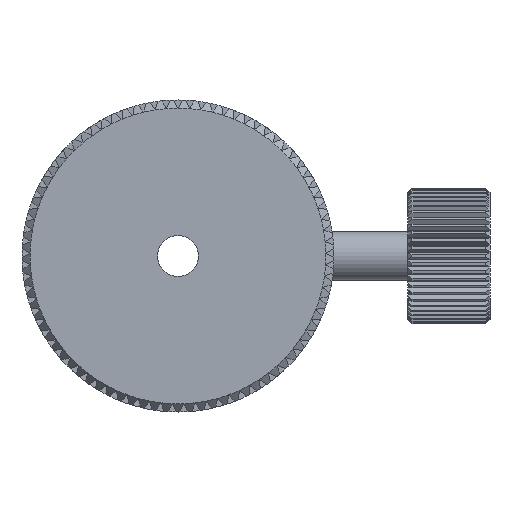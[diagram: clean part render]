
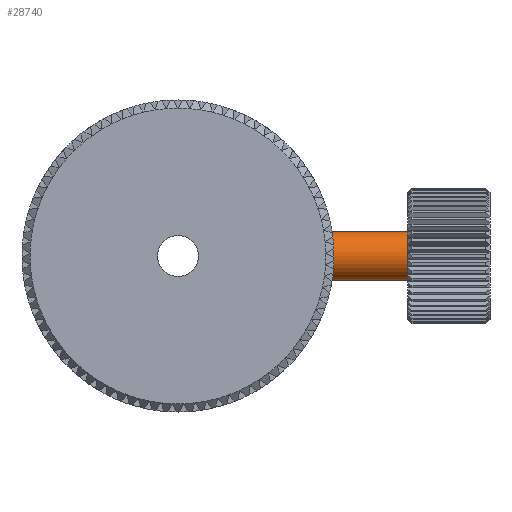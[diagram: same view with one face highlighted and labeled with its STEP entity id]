
A CAD part, front view. The second image highlights one B-rep face of the part: STEP entity #28740.
In plain terms, the highlighted cylindrical face has radius 3 mm (diameter 6 mm), a partial arc.
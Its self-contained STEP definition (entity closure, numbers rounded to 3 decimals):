
#205 = CARTESIAN_POINT ( 'NONE',  ( 15., 6., -3. ) ) ;
#988 = ORIENTED_EDGE ( 'NONE', *, *, #13915, .T. ) ;
#1576 = CYLINDRICAL_SURFACE ( 'NONE', #24824, 3. ) ;
#2065 = LINE ( 'NONE', #12365, #19023 ) ;
#3253 = ORIENTED_EDGE ( 'NONE', *, *, #5864, .T. ) ;
#3535 = CIRCLE ( 'NONE', #18459, 3. ) ;
#5301 = CARTESIAN_POINT ( 'NONE',  ( 12., 6., 0. ) ) ;
#5864 = EDGE_CURVE ( 'NONE', #34814, #27010, #2065, .T. ) ;
#10874 = CARTESIAN_POINT ( 'NONE',  ( 28., 6., 0. ) ) ;
#12365 = CARTESIAN_POINT ( 'NONE',  ( 12., 6., -3. ) ) ;
#13424 = VECTOR ( 'NONE', #18452, 1000. ) ;
#13915 = EDGE_CURVE ( 'NONE', #27010, #19552, #24102, .T. ) ;
#14611 = CARTESIAN_POINT ( 'NONE',  ( 15., 6., 3. ) ) ;
#15049 = CARTESIAN_POINT ( 'NONE',  ( 15., 6., 0. ) ) ;
#15143 = AXIS2_PLACEMENT_3D ( 'NONE', #10874, #35393, #19272 ) ;
#15791 = EDGE_CURVE ( 'NONE', #20531, #19552, #32939, .T. ) ;
#16582 = DIRECTION ( 'NONE',  ( 1., 0., 0. ) ) ;
#17850 = DIRECTION ( 'NONE',  ( 1., 0., 0. ) ) ;
#18452 = DIRECTION ( 'NONE',  ( 1., 0., 0. ) ) ;
#18459 = AXIS2_PLACEMENT_3D ( 'NONE', #15049, #17850, #28951 ) ;
#19023 = VECTOR ( 'NONE', #20514, 1000. ) ;
#19272 = DIRECTION ( 'NONE',  ( 0., 0., 1. ) ) ;
#19318 = ORIENTED_EDGE ( 'NONE', *, *, #15791, .F. ) ;
#19552 = VERTEX_POINT ( 'NONE', #25153 ) ;
#20514 = DIRECTION ( 'NONE',  ( 1., 0., 0. ) ) ;
#20531 = VERTEX_POINT ( 'NONE', #14611 ) ;
#22363 = FACE_OUTER_BOUND ( 'NONE', #29831, .T. ) ;
#23406 = CARTESIAN_POINT ( 'NONE',  ( 12., 6., 3. ) ) ;
#24102 = CIRCLE ( 'NONE', #15143, 3. ) ;
#24429 = EDGE_CURVE ( 'NONE', #20531, #34814, #3535, .T. ) ;
#24824 = AXIS2_PLACEMENT_3D ( 'NONE', #5301, #16582, #33403 ) ;
#25082 = CARTESIAN_POINT ( 'NONE',  ( 28., 6., -3. ) ) ;
#25153 = CARTESIAN_POINT ( 'NONE',  ( 28., 6., 3. ) ) ;
#27010 = VERTEX_POINT ( 'NONE', #25082 ) ;
#28740 = ADVANCED_FACE ( 'NONE', ( #22363 ), #1576, .T. ) ;
#28951 = DIRECTION ( 'NONE',  ( 0., 0., 1. ) ) ;
#29831 = EDGE_LOOP ( 'NONE', ( #19318, #34259, #3253, #988 ) ) ;
#32939 = LINE ( 'NONE', #23406, #13424 ) ;
#33403 = DIRECTION ( 'NONE',  ( 0., 0., -1. ) ) ;
#34259 = ORIENTED_EDGE ( 'NONE', *, *, #24429, .T. ) ;
#34814 = VERTEX_POINT ( 'NONE', #205 ) ;
#35393 = DIRECTION ( 'NONE',  ( -1., 0., 0. ) ) ;
